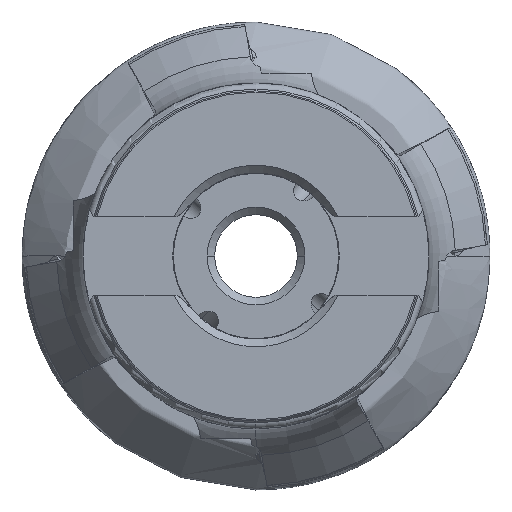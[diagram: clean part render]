
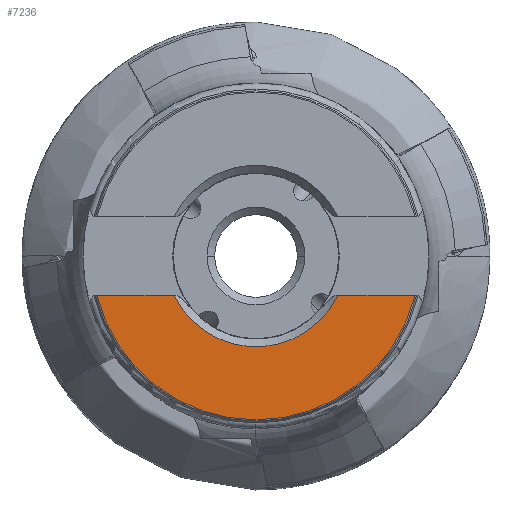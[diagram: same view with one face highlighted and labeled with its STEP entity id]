
A CAD part, left-side view. The second image highlights one B-rep face of the part: STEP entity #7236.
In plain terms, the highlighted planar face has unit normal (-1, 0, 0).
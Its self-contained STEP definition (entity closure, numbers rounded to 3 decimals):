
#17 = ORIENTED_EDGE ( 'NONE', *, *, #7084, .F. ) ;
#49 = ORIENTED_EDGE ( 'NONE', *, *, #7085, .T. ) ;
#71 = ORIENTED_EDGE ( 'NONE', *, *, #11081, .F. ) ;
#161 = ORIENTED_EDGE ( 'NONE', *, *, #7081, .F. ) ;
#200 = ORIENTED_EDGE ( 'NONE', *, *, #7083, .F. ) ;
#1607 = CIRCLE ( 'NONE', #1848, 21.79 ) ;
#1848 = AXIS2_PLACEMENT_3D ( 'NONE', #4027, #4028, #4029 ) ;
#4027 = CARTESIAN_POINT ( 'NONE',  ( -48.5, 0., 0. ) ) ;
#4028 = DIRECTION ( 'NONE',  ( 1., 0., 0. ) ) ;
#4029 = DIRECTION ( 'NONE',  ( 0., 0., -1. ) ) ;
#4691 = CARTESIAN_POINT ( 'NONE',  ( -48.5, -21.16, -5.2 ) ) ;
#4697 = CARTESIAN_POINT ( 'NONE',  ( -48.5, 0., -21.79 ) ) ;
#4963 = CARTESIAN_POINT ( 'NONE',  ( -48.5, -10.898, -5.2 ) ) ;
#4964 = CARTESIAN_POINT ( 'NONE',  ( -48.5, 21.16, -5.2 ) ) ;
#4965 = CARTESIAN_POINT ( 'NONE',  ( -48.5, 10.898, -5.2 ) ) ;
#5259 = FACE_OUTER_BOUND ( 'NONE', #12872, .T. ) ;
#7081 = EDGE_CURVE ( 'NONE', #12727, #13095, #13525, .T. ) ;
#7083 = EDGE_CURVE ( 'NONE', #13095, #13096, #13524, .T. ) ;
#7084 = EDGE_CURVE ( 'NONE', #13094, #12721, #13523, .T. ) ;
#7085 = EDGE_CURVE ( 'NONE', #13094, #13096, #13526, .T. ) ;
#7236 = ADVANCED_FACE ( 'NONE', ( #5259 ), #9960, .T. ) ;
#7783 = AXIS2_PLACEMENT_3D ( 'NONE', #8500, #8501, #8502 ) ;
#7784 = AXIS2_PLACEMENT_3D ( 'NONE', #8515, #8516, #8517 ) ;
#7911 = AXIS2_PLACEMENT_3D ( 'NONE', #9961, #9966, #9967 ) ;
#8500 = CARTESIAN_POINT ( 'NONE',  ( -48.5, 0., 0. ) ) ;
#8501 = DIRECTION ( 'NONE',  ( 1., 0., 0. ) ) ;
#8502 = DIRECTION ( 'NONE',  ( 0., 0., -1. ) ) ;
#8503 = CARTESIAN_POINT ( 'NONE',  ( -48.5, 21.79, -5.2 ) ) ;
#8508 = DIRECTION ( 'NONE',  ( 0., -1., 0. ) ) ;
#8509 = CARTESIAN_POINT ( 'NONE',  ( -48.5, 21.79, -5.2 ) ) ;
#8511 = DIRECTION ( 'NONE',  ( 0., -1., 0. ) ) ;
#8515 = CARTESIAN_POINT ( 'NONE',  ( -48.5, 0., 0. ) ) ;
#8516 = DIRECTION ( 'NONE',  ( 1., 0., 0. ) ) ;
#8517 = DIRECTION ( 'NONE',  ( 0., 1., 0. ) ) ;
#9960 = PLANE ( 'NONE',  #7911 ) ;
#9961 = CARTESIAN_POINT ( 'NONE',  ( -48.5, 21.79, 0. ) ) ;
#9966 = DIRECTION ( 'NONE',  ( -1., 0., 0. ) ) ;
#9967 = DIRECTION ( 'NONE',  ( 0., 0., 1. ) ) ;
#11081 = EDGE_CURVE ( 'NONE', #12721, #12727, #1607, .T. ) ;
#12721 = VERTEX_POINT ( 'NONE', #4691 ) ;
#12727 = VERTEX_POINT ( 'NONE', #4697 ) ;
#12872 = EDGE_LOOP ( 'NONE', ( #200, #161, #71, #17, #49 ) ) ;
#13094 = VERTEX_POINT ( 'NONE', #4963 ) ;
#13095 = VERTEX_POINT ( 'NONE', #4964 ) ;
#13096 = VERTEX_POINT ( 'NONE', #4965 ) ;
#13522 = VECTOR ( 'NONE', #8508, 1000. ) ;
#13523 = LINE ( 'NONE', #8509, #13528 ) ;
#13524 = LINE ( 'NONE', #8503, #13522 ) ;
#13525 = CIRCLE ( 'NONE', #7783, 21.79 ) ;
#13526 = CIRCLE ( 'NONE', #7784, 12.075 ) ;
#13528 = VECTOR ( 'NONE', #8511, 1000. ) ;
